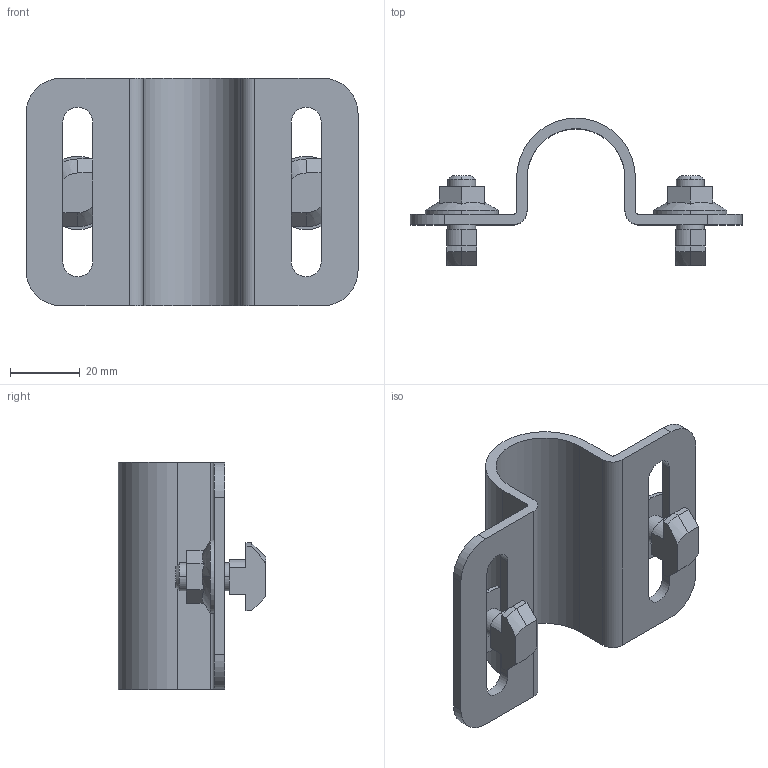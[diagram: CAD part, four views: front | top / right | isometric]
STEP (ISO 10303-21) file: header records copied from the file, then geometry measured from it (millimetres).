
FILE_DESCRIPTION(('Open CASCADE Model'),'2;1');
FILE_NAME('Open CASCADE Shape Model','2014-03-03T16:28:10',('Author'),( 'Open CASCADE'),'Open CASCADE STEP processor 6.5','Open CASCADE 6.5' ,'Unknown');
FILE_SCHEMA(('AUTOMOTIVE_DESIGN_CC2 { 1 2 10303 214 -1 1 5 4 }'));
Length unit declared in the file: millimetre
Products named in the file (5): Assembly4_volume_32; Assembly4_volume_33; Assembly4_volume_34; Assembly4_volume_35; Assembly4_volume_36
Bounding box: 95 x 42.2 x 65 mm (x, y, z)
Volume: 29841.3 mm3; surface area: 21919.8 mm2
Topology: 5 solids, 5 shells, 106 faces, 278 edges, 184 vertices
Faces by surface type: plane 58, cylinder 36, cone 12
Entity records: 8588 total; most frequent: CARTESIAN_POINT 3352, DIRECTION 853, ORIENTED_EDGE 556, PCURVE 556, DEFINITIONAL_REPRESENTATION 556, LINE 418, VECTOR 418, EDGE_CURVE 278
